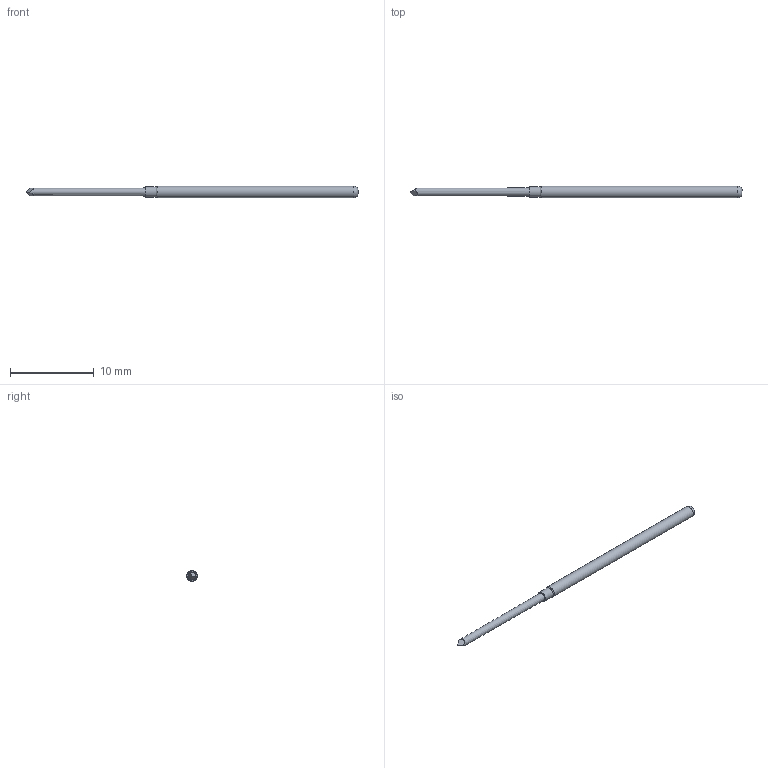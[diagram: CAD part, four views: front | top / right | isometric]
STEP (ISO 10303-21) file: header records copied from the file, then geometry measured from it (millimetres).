
FILE_DESCRIPTION (( 'STEP AP214' ), '1' );
FILE_NAME ('100-PRP5043.STEP', '2019-11-27T14:14:54', ( '' ), ( '' ), 'SwSTEP 2.0', 'SolidWorks 2018', '' );
FILE_SCHEMA (( 'AUTOMOTIVE_DESIGN' ));
Length unit declared in the file: inch
Products named in the file (1): 100-PRP5043
Bounding box: 39.62 x 1.37 x 1.37 mm (x, y, z)
Volume: 46.2 mm3; surface area: 150.8 mm2
Topology: 1 solids, 1 shells, 11 faces, 20 edges, 12 vertices
Faces by surface type: plane 6, cylinder 2, cone 2, torus 1
Full cylindrical faces by diameter (mm): 1.219 x1, 1.367 x1
Entity records: 426 total; most frequent: CARTESIAN_POINT 48, DIRECTION 42, ORIENTED_EDGE 30, AXIS2_PLACEMENT_3D 18, EDGE_LOOP 17, EDGE_CURVE 15, LENGTH_MEASURE_WITH_UNIT 14, UNCERTAINTY_MEASURE_WITH_UNIT 14
